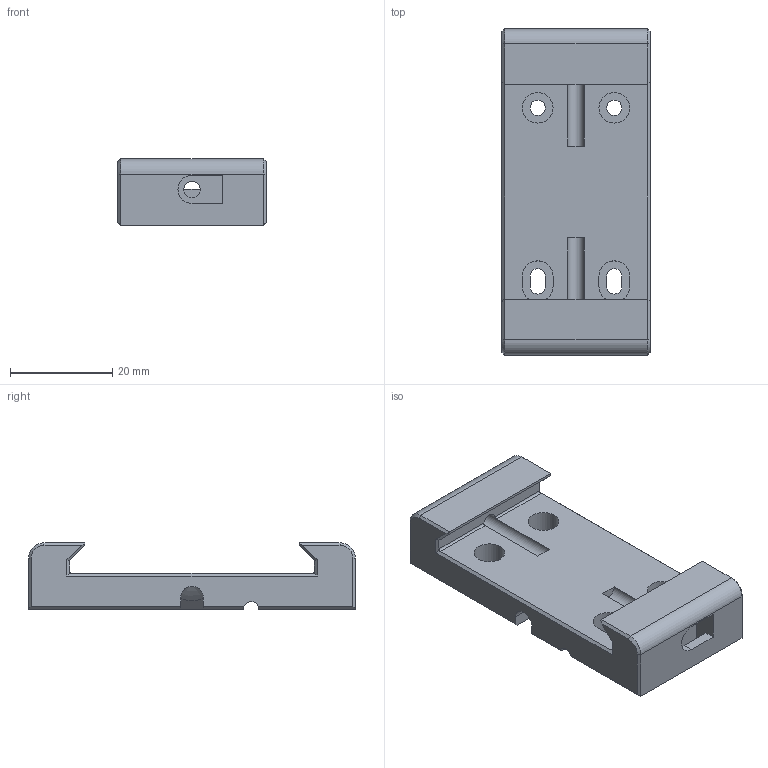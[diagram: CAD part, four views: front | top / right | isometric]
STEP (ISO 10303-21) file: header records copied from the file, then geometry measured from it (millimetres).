
FILE_DESCRIPTION(/* description */ (''),/* implementation_level */ '2;1');
FILE_NAME(/* name */ 'OBS-Mounting-A-001_StandardOBSMount_v0.1.2.step',/* time_stamp */ '2021-12-05T11:56:01+01:00',/* author */ (''),/* organization */ (''),/* preprocessor_version */ 'ST-DEVELOPER v18.1',/* originating_system */ 'Autodesk Translation Framework v10.10.0.1391',/* authorisation */ '');
FILE_SCHEMA (('AUTOMOTIVE_DESIGN { 1 0 10303 214 3 1 1 }'));
Length unit declared in the file: millimetre
Products named in the file (1): OBS-Mounting-A-001_StandardOBSMount_v0.1.2
Bounding box: 29 x 64 x 13 mm (x, y, z)
Volume: 13919.8 mm3; surface area: 7193 mm2
Topology: 1 solids, 1 shells, 101 faces, 263 edges, 168 vertices
Faces by surface type: plane 72, cylinder 24, cone 4, bspline 1
Full cylindrical faces by diameter (mm): 3 x2, 3.2 x2, 6 x2
Entity records: 3260 total; most frequent: CARTESIAN_POINT 691, ORIENTED_EDGE 526, DIRECTION 514, EDGE_CURVE 263, LINE 196, VECTOR 196, VERTEX_POINT 168, AXIS2_PLACEMENT_3D 159
